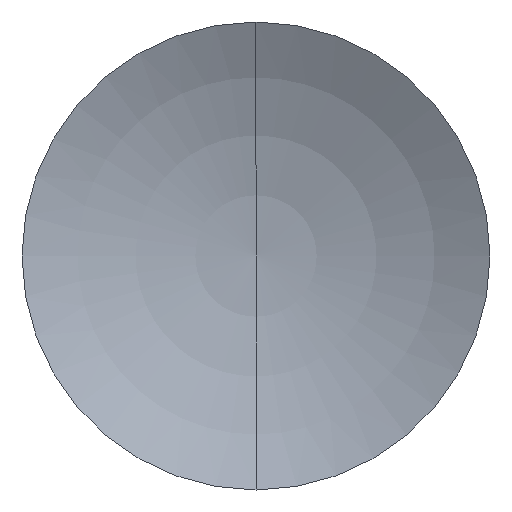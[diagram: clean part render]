
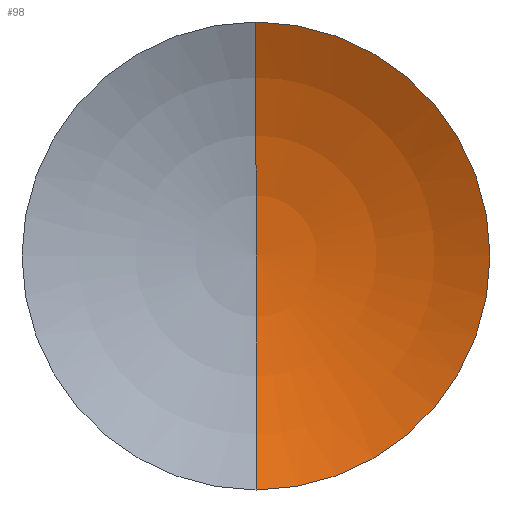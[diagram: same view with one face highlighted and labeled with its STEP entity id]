
A CAD part, left-side view. The second image highlights one B-rep face of the part: STEP entity #98.
In plain terms, the highlighted toroidal (fillet/blend) face has major radius 0.003 mm and minor radius 32.5 mm.
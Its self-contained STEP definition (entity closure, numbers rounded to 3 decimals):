
#5 = ORIENTED_EDGE ( 'NONE', *, *, #21, .F. ) ;
#6 = CIRCLE ( 'NONE', #113, 15. ) ;
#14 = CIRCLE ( 'NONE', #116, 32.5 ) ;
#21 = EDGE_CURVE ( 'NONE', #55, #166, #14, .T. ) ;
#26 = DIRECTION ( 'NONE',  ( 0., 0., -1. ) ) ;
#27 = EDGE_LOOP ( 'NONE', ( #100, #119, #5 ) ) ;
#31 = CIRCLE ( 'NONE', #132, 32.5 ) ;
#43 = DIRECTION ( 'NONE',  ( 0., 0., -1. ) ) ;
#46 = EDGE_CURVE ( 'NONE', #200, #166, #31, .T. ) ;
#55 = VERTEX_POINT ( 'NONE', #85 ) ;
#66 = TOROIDAL_SURFACE ( 'NONE', #152, -0.003, 32.5 ) ;
#85 = CARTESIAN_POINT ( 'NONE',  ( -6.17, 0., -15. ) ) ;
#88 = DIRECTION ( 'NONE',  ( 0., 1., 0. ) ) ;
#91 = DIRECTION ( 'NONE',  ( 1., 0., 0. ) ) ;
#98 = ADVANCED_FACE ( 'NONE', ( #197 ), #66, .F. ) ;
#100 = ORIENTED_EDGE ( 'NONE', *, *, #184, .F. ) ;
#106 = CARTESIAN_POINT ( 'NONE',  ( -6.17, 0., 0. ) ) ;
#113 = AXIS2_PLACEMENT_3D ( 'NONE', #106, #91, #172 ) ;
#116 = AXIS2_PLACEMENT_3D ( 'NONE', #181, #120, #26 ) ;
#117 = CARTESIAN_POINT ( 'NONE',  ( -35., 0., -0.003 ) ) ;
#119 = ORIENTED_EDGE ( 'NONE', *, *, #46, .T. ) ;
#120 = DIRECTION ( 'NONE',  ( 0., -1., 0. ) ) ;
#132 = AXIS2_PLACEMENT_3D ( 'NONE', #117, #88, #141 ) ;
#140 = DIRECTION ( 'NONE',  ( 1., 0., 0. ) ) ;
#141 = DIRECTION ( 'NONE',  ( 0., 0., 1. ) ) ;
#152 = AXIS2_PLACEMENT_3D ( 'NONE', #182, #140, #43 ) ;
#155 = CARTESIAN_POINT ( 'NONE',  ( -2.5, 0., 0. ) ) ;
#166 = VERTEX_POINT ( 'NONE', #155 ) ;
#172 = DIRECTION ( 'NONE',  ( 0., 0., -1. ) ) ;
#181 = CARTESIAN_POINT ( 'NONE',  ( -35., 0., 0.003 ) ) ;
#182 = CARTESIAN_POINT ( 'NONE',  ( -35., 0., 0. ) ) ;
#184 = EDGE_CURVE ( 'NONE', #200, #55, #6, .T. ) ;
#185 = CARTESIAN_POINT ( 'NONE',  ( -6.17, 0., 15. ) ) ;
#197 = FACE_OUTER_BOUND ( 'NONE', #27, .T. ) ;
#200 = VERTEX_POINT ( 'NONE', #185 ) ;
